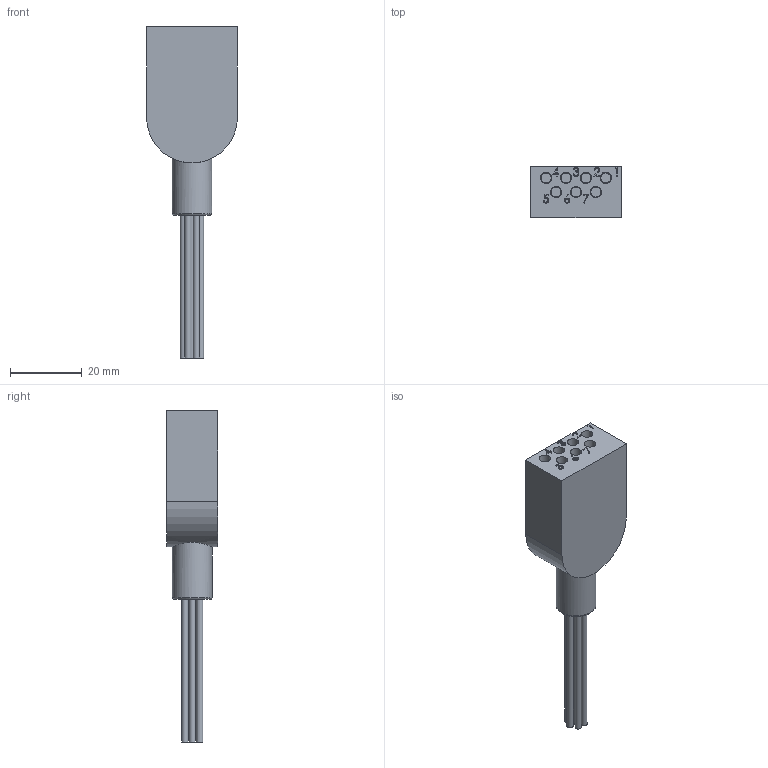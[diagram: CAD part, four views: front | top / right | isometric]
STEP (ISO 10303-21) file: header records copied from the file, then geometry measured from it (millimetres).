
FILE_DESCRIPTION(/* description */ ('STEP AP214'),/* implementation_level */ '2;1');
FILE_NAME(/* name */ 'MCLPOM7F.stp',/* time_stamp */ '2021-01-13T09:53:09+01:00',/* author */ ('sh'),/* organization */ (''),/* preprocessor_version */ 'ST-DEVELOPER v17.2',/* originating_system */ 'Autodesk Inventor 2019',/* authorisation */ '');
FILE_SCHEMA (('AUTOMOTIVE_DESIGN { 1 0 10303 214 3 1 1 }'));
Length unit declared in the file: inch
Products named in the file (1): MCLPOM7F
Bounding box: 25.4 x 14.4 x 92.84 mm (x, y, z)
Volume: 13580.7 mm3; surface area: 7359.2 mm2
Topology: 1 solids, 1 shells, 265 faces, 710 edges, 481 vertices
Faces by surface type: plane 121, bspline 85, cylinder 37, torus 22
Full cylindrical faces by diameter (mm): 1.778 x7, 3.175 x28, 11.1 x1
Entity records: 13105 total; most frequent: CARTESIAN_POINT 6792, ORIENTED_EDGE 1420, DIRECTION 1061, EDGE_CURVE 710, VERTEX_POINT 481, LINE 377, VECTOR 377, AXIS2_PLACEMENT_3D 342
